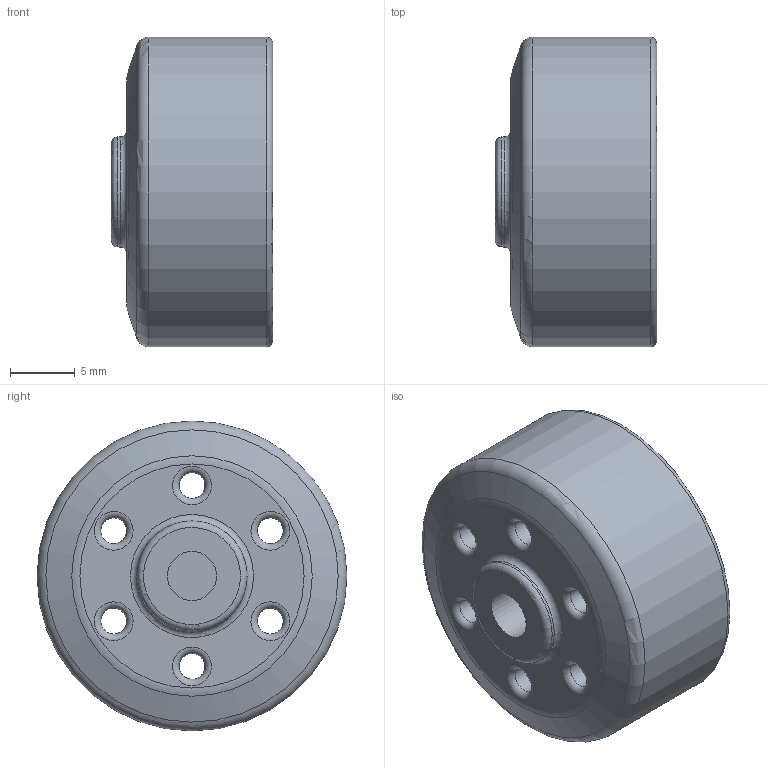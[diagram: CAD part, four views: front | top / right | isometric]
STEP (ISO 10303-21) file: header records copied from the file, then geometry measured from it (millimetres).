
FILE_DESCRIPTION(/* description */ (''),/* implementation_level */ '2;1');
FILE_NAME(/* name */ 'Roller.ipt.step',/* time_stamp */ '2020-04-16T23:31:21-04:00',/* author */ ('Jordan'),/* organization */ (''),/* preprocessor_version */ 'ST-DEVELOPER v17',/* originating_system */ 'Autodesk Inventor 2019',/* authorisation */ '');
FILE_SCHEMA (('AUTOMOTIVE_DESIGN { 1 0 10303 214 3 1 1 }'));
Length unit declared in the file: inch
Products named in the file (1): Roller
Bounding box: 12.5 x 24 x 24 mm (x, y, z)
Volume: 2803.8 mm3; surface area: 2565.9 mm2
Topology: 1 solids, 1 shells, 64 faces, 239 edges, 174 vertices
Faces by surface type: torus 28, bspline 12, plane 11, cylinder 8, cone 5
Full cylindrical faces by diameter (mm): 2 x6, 3.8 x1, 24 x1
Entity records: 4502 total; most frequent: CARTESIAN_POINT 2376, ORIENTED_EDGE 478, DIRECTION 455, EDGE_CURVE 239, AXIS2_PLACEMENT_3D 221, VERTEX_POINT 174, CIRCLE 146, EDGE_LOOP 73
